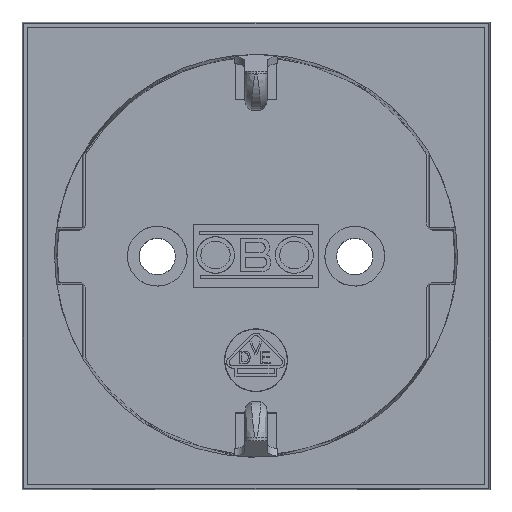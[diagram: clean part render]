
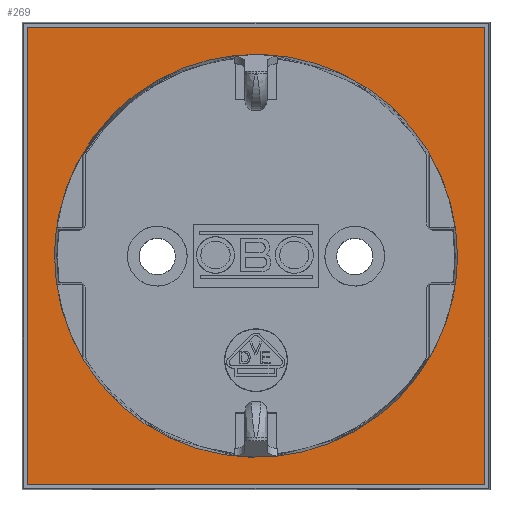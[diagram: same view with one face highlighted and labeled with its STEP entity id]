
A CAD part, top view. The second image highlights one B-rep face of the part: STEP entity #269.
In plain terms, the highlighted planar face has unit normal (0, 0, 1).
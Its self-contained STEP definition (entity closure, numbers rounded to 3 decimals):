
#27=FACE_BOUND('',#3817,.T.);
#269=ADVANCED_FACE('',(#2042,#27),#29375,.T.);
#2042=FACE_OUTER_BOUND('',#3816,.T.);
#3816=EDGE_LOOP('',(#6175,#6176,#6177,#6178));
#3817=EDGE_LOOP('',(#6179,#6180));
#6175=ORIENTED_EDGE('',*,*,#15572,.F.);
#6176=ORIENTED_EDGE('',*,*,#15574,.F.);
#6177=ORIENTED_EDGE('',*,*,#15575,.F.);
#6178=ORIENTED_EDGE('',*,*,#15569,.T.);
#6179=ORIENTED_EDGE('',*,*,#16267,.F.);
#6180=ORIENTED_EDGE('',*,*,#16321,.F.);
#15569=EDGE_CURVE('',#25789,#25790,#21029,.T.);
#15572=EDGE_CURVE('',#25793,#25790,#21032,.T.);
#15574=EDGE_CURVE('',#25795,#25793,#21034,.T.);
#15575=EDGE_CURVE('',#25789,#25795,#21035,.T.);
#16267=EDGE_CURVE('',#26095,#26094,#20753,.T.);
#16321=EDGE_CURVE('',#26094,#26095,#20763,.T.);
#20753=(
BOUNDED_CURVE()
B_SPLINE_CURVE(2,(#39674,#39675,#39676,#39677,#39678),.UNSPECIFIED.,.F.,
 .F.)
B_SPLINE_CURVE_WITH_KNOTS((3,2,3),(-60.853,-30.427,
0.),.UNSPECIFIED.)
CURVE()
GEOMETRIC_REPRESENTATION_ITEM()
RATIONAL_B_SPLINE_CURVE((1.,0.707,1.,0.707,1.))
REPRESENTATION_ITEM('')
);
#20763=(
BOUNDED_CURVE()
B_SPLINE_CURVE(2,(#39839,#39840,#39841,#39842,#39843),.UNSPECIFIED.,.F.,
 .F.)
B_SPLINE_CURVE_WITH_KNOTS((3,2,3),(-60.853,-30.427,
0.),.UNSPECIFIED.)
CURVE()
GEOMETRIC_REPRESENTATION_ITEM()
RATIONAL_B_SPLINE_CURVE((1.,0.707,1.,0.707,1.))
REPRESENTATION_ITEM('')
);
#21029=B_SPLINE_CURVE_WITH_KNOTS('',1,(#37160,#37161,#37162,#37163),
 .UNSPECIFIED.,.F.,.F.,(2,1,1,2),(0.,0.001,43.897,
43.897),.UNSPECIFIED.);
#21032=B_SPLINE_CURVE_WITH_KNOTS('',1,(#37168,#37169,#37170,#37171),
 .UNSPECIFIED.,.F.,.F.,(2,1,1,2),(-43.897,-43.897,-0.001,
0.),.UNSPECIFIED.);
#21034=B_SPLINE_CURVE_WITH_KNOTS('',1,(#37174,#37175,#37176,#37177),
 .UNSPECIFIED.,.F.,.F.,(2,1,1,2),(0.,0.001,43.897,
43.897),.UNSPECIFIED.);
#21035=B_SPLINE_CURVE_WITH_KNOTS('',1,(#37178,#37179,#37180,#37181),
 .UNSPECIFIED.,.F.,.F.,(2,1,1,2),(0.,0.001,43.897,
43.897),.UNSPECIFIED.);
#25789=VERTEX_POINT('',#36516);
#25790=VERTEX_POINT('',#36517);
#25793=VERTEX_POINT('',#36520);
#25795=VERTEX_POINT('',#36522);
#26094=VERTEX_POINT('',#36821);
#26095=VERTEX_POINT('',#36822);
#29375=PLANE('',#31132);
#31132=AXIS2_PLACEMENT_3D('',#35492,#32568,$);
#32568=DIRECTION('',(0.,0.,1.));
#35492=CARTESIAN_POINT('',(-6.417,-26.334,39.25));
#36516=CARTESIAN_POINT('',(41.861,-21.944,39.25));
#36517=CARTESIAN_POINT('',(41.861,21.944,39.25));
#36520=CARTESIAN_POINT('',(-2.027,21.944,39.25));
#36522=CARTESIAN_POINT('',(-2.027,-21.944,39.25));
#36821=CARTESIAN_POINT('',(39.287,0.,39.25));
#36822=CARTESIAN_POINT('',(0.547,0.,39.25));
#37160=CARTESIAN_POINT('',(41.861,-21.944,39.25));
#37161=CARTESIAN_POINT('',(41.861,-21.943,39.25));
#37162=CARTESIAN_POINT('',(41.861,21.943,39.25));
#37163=CARTESIAN_POINT('',(41.861,21.944,39.25));
#37168=CARTESIAN_POINT('',(-2.027,21.944,39.25));
#37169=CARTESIAN_POINT('',(-2.026,21.944,39.25));
#37170=CARTESIAN_POINT('',(41.86,21.944,39.25));
#37171=CARTESIAN_POINT('',(41.861,21.944,39.25));
#37174=CARTESIAN_POINT('',(-2.027,-21.944,39.25));
#37175=CARTESIAN_POINT('',(-2.027,-21.943,39.25));
#37176=CARTESIAN_POINT('',(-2.027,21.943,39.25));
#37177=CARTESIAN_POINT('',(-2.027,21.944,39.25));
#37178=CARTESIAN_POINT('',(41.861,-21.944,39.25));
#37179=CARTESIAN_POINT('',(41.86,-21.944,39.25));
#37180=CARTESIAN_POINT('',(-2.026,-21.944,39.25));
#37181=CARTESIAN_POINT('',(-2.027,-21.944,39.25));
#39674=CARTESIAN_POINT('',(0.547,0.,39.25));
#39675=CARTESIAN_POINT('',(0.547,-19.37,39.25));
#39676=CARTESIAN_POINT('',(19.917,-19.37,39.25));
#39677=CARTESIAN_POINT('',(39.287,-19.37,39.25));
#39678=CARTESIAN_POINT('',(39.287,0.,39.25));
#39839=CARTESIAN_POINT('',(39.287,0.,39.25));
#39840=CARTESIAN_POINT('',(39.287,19.37,39.25));
#39841=CARTESIAN_POINT('',(19.917,19.37,39.25));
#39842=CARTESIAN_POINT('',(0.547,19.37,39.25));
#39843=CARTESIAN_POINT('',(0.547,0.,39.25));
